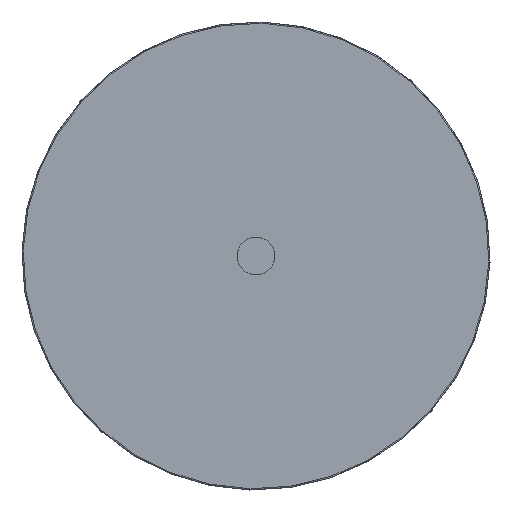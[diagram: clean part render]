
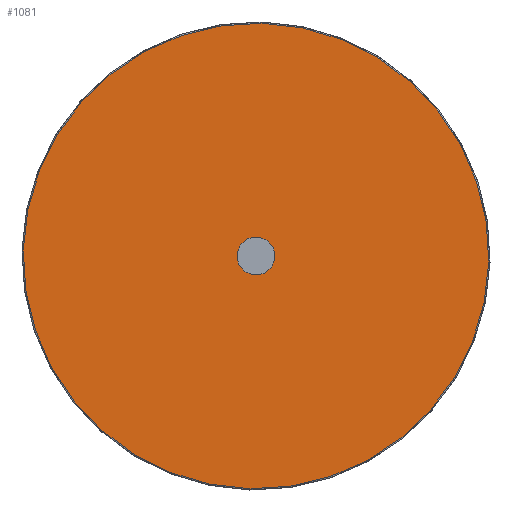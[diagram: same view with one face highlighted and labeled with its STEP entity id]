
A CAD part, front view. The second image highlights one B-rep face of the part: STEP entity #1081.
In plain terms, the highlighted planar face has unit normal (0, -1, 0).
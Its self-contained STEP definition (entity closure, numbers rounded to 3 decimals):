
#82=FACE_BOUND('',#353,.T.);
#287=FACE_OUTER_BOUND('',#352,.T.);
#352=EDGE_LOOP('',(#970,#971));
#353=EDGE_LOOP('',(#972,#973));
#427=CIRCLE('',#1228,1.25);
#428=CIRCLE('',#1229,1.25);
#429=CIRCLE('',#1231,15.414);
#430=CIRCLE('',#1232,15.414);
#532=VERTEX_POINT('',#1910);
#533=VERTEX_POINT('',#1911);
#534=VERTEX_POINT('',#1916);
#535=VERTEX_POINT('',#1917);
#680=EDGE_CURVE('',#532,#533,#427,.T.);
#681=EDGE_CURVE('',#533,#532,#428,.T.);
#683=EDGE_CURVE('',#534,#535,#429,.T.);
#684=EDGE_CURVE('',#535,#534,#430,.T.);
#970=ORIENTED_EDGE('',*,*,#683,.F.);
#971=ORIENTED_EDGE('',*,*,#684,.F.);
#972=ORIENTED_EDGE('',*,*,#680,.T.);
#973=ORIENTED_EDGE('',*,*,#681,.T.);
#1027=PLANE('',#1230);
#1081=ADVANCED_FACE('',(#287,#82),#1027,.T.);
#1228=AXIS2_PLACEMENT_3D('',#1912,#1537,#1538);
#1229=AXIS2_PLACEMENT_3D('',#1913,#1539,#1540);
#1230=AXIS2_PLACEMENT_3D('',#1915,#1542,#1543);
#1231=AXIS2_PLACEMENT_3D('',#1918,#1544,#1545);
#1232=AXIS2_PLACEMENT_3D('',#1919,#1546,#1547);
#1537=DIRECTION('center_axis',(0.,1.,0.));
#1538=DIRECTION('ref_axis',(0.989,0.,0.148));
#1539=DIRECTION('center_axis',(0.,1.,0.));
#1540=DIRECTION('ref_axis',(0.989,0.,0.148));
#1542=DIRECTION('center_axis',(0.,-1.,0.));
#1543=DIRECTION('ref_axis',(0.148,0.,-0.989));
#1544=DIRECTION('center_axis',(0.,1.,0.));
#1545=DIRECTION('ref_axis',(0.989,0.,0.148));
#1546=DIRECTION('center_axis',(0.,1.,0.));
#1547=DIRECTION('ref_axis',(0.989,0.,0.148));
#1910=CARTESIAN_POINT('',(-1.236,0.,-0.185));
#1911=CARTESIAN_POINT('',(1.236,0.,0.185));
#1912=CARTESIAN_POINT('Origin',(0.,0.,0.));
#1913=CARTESIAN_POINT('Origin',(0.,0.,0.));
#1915=CARTESIAN_POINT('Origin',(-15.244,0.,-2.284));
#1916=CARTESIAN_POINT('',(-15.244,0.,-2.284));
#1917=CARTESIAN_POINT('',(2.284,0.,-15.244));
#1918=CARTESIAN_POINT('Origin',(0.,0.,0.));
#1919=CARTESIAN_POINT('Origin',(0.,0.,0.));
